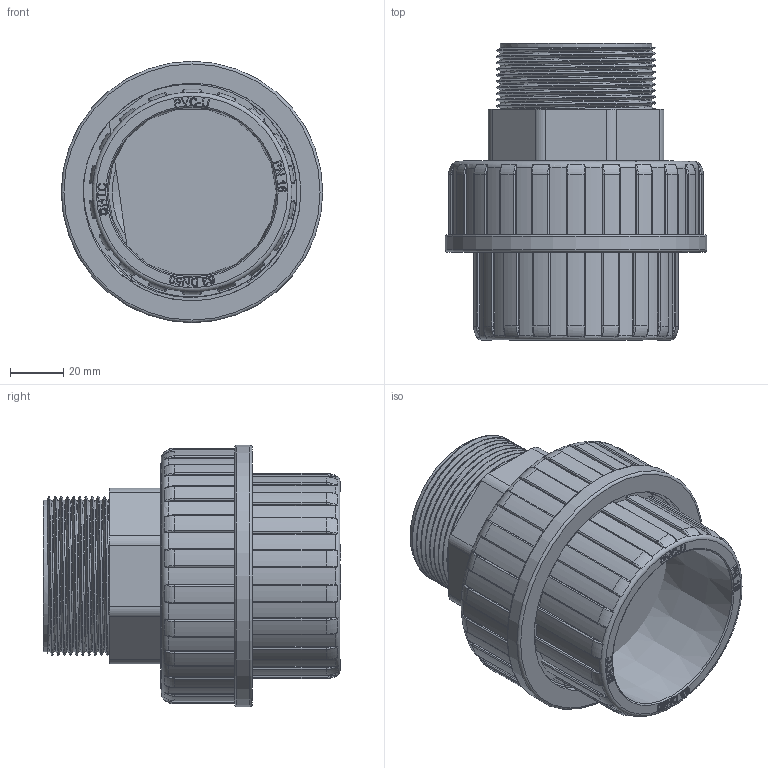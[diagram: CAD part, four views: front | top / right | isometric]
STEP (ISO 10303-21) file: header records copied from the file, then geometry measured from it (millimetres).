
FILE_DESCRIPTION(/* description */ (''),/* implementation_level */ '2;1');
FILE_NAME(/* name */ '63不锈钢外螺纹.stp',/* time_stamp */ '2025-04-28T10:57:35+08:00',/* author */ (''),/* organization */ (''),/* preprocessor_version */ 'ST-DEVELOPER v16',/* originating_system */ 'SIEMENS PLM Software NX 10.0',/* authorisation */ '');
FILE_SCHEMA (('AUTOMOTIVE_DESIGN { 1 0 10303 214 3 1 1 1 }'));
Products named in the file (1): gelv2D688D03eqmn
Bounding box: 97.9 x 111.25 x 97.9 mm (x, y, z)
Volume: 166073.3 mm3; surface area: 93503.6 mm2
Topology: 2 solids, 3 shells, 971 faces, 2639 edges, 1724 vertices
Faces by surface type: plane 369, extrusion 238, cylinder 231, bspline 86, torus 45, cone 2
Full cylindrical faces by diameter (mm): 1.679 x1, 2.168 x1, 3.311 x1, 4.267 x1, 49.8 x1, 52 x1, 53 x1, 56.656 x10, 60 x1, 70 x1, 73.2 x1, 74 x1, 77.8 x1, 78.576 x18, 81.534 x10, 97.9 x1
Entity records: 43746 total; most frequent: CARTESIAN_POINT 22755, ORIENTED_EDGE 4978, DIRECTION 3167, EDGE_CURVE 2489, VERTEX_POINT 1638, B_SPLINE_CURVE_WITH_KNOTS 1467, AXIS2_PLACEMENT_3D 1057, VECTOR 1053
